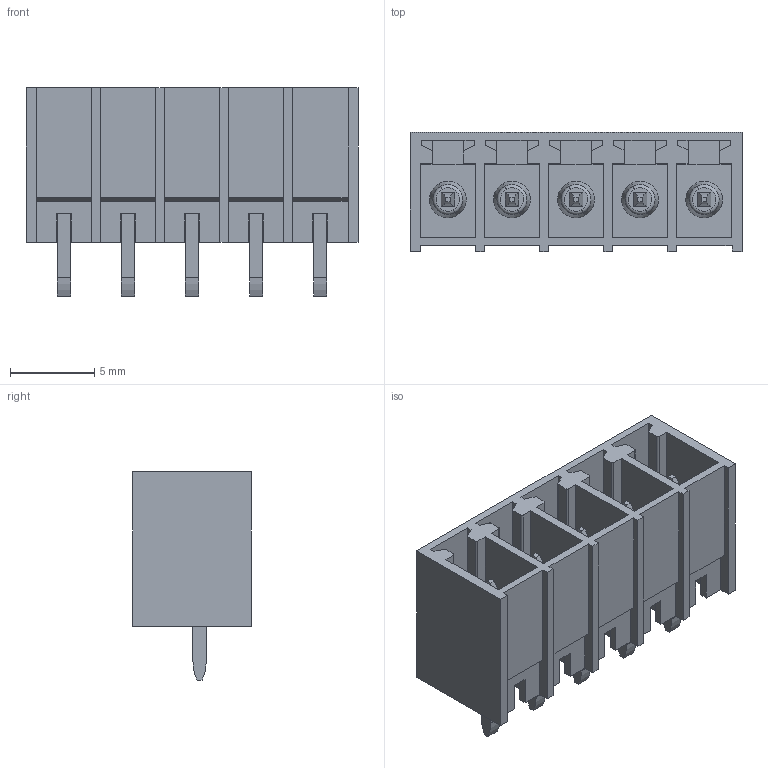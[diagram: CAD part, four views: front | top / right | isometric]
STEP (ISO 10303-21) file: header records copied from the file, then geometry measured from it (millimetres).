
FILE_DESCRIPTION(('CATIA V5 STEP Exchange','CAx-IF Rec.Pracs.--- Model Styling and Organization---1.2---2011-12-15'),'2;1');
FILE_NAME ('D1457667_0_1863010000_1863010000.stp','2018-10-13T04:10:23+00:00',('none'),('Weidmueller'),'CATIA Version 5-6 Release 2014','CATIA V5 STEP AP214','none');
FILE_SCHEMA(('AUTOMOTIVE_DESIGN { 1 0 10303 214 1 1 1 1 }'));
Length unit declared in the file: millimetre
Products named in the file (1): 1863010000
Bounding box: 19.74 x 7.07 x 12.4 mm (x, y, z)
Volume: 513.5 mm3; surface area: 1912.1 mm2
Topology: 6 solids, 6 shells, 339 faces, 962 edges, 650 vertices
Faces by surface type: plane 271, cylinder 48, torus 10, cone 10
Entity records: 10158 total; most frequent: ORIENTED_EDGE 1924, CARTESIAN_POINT 1886, DIRECTION 1328, EDGE_CURVE 962, VECTOR 826, LINE 826, VERTEX_POINT 650, EDGE_LOOP 364
